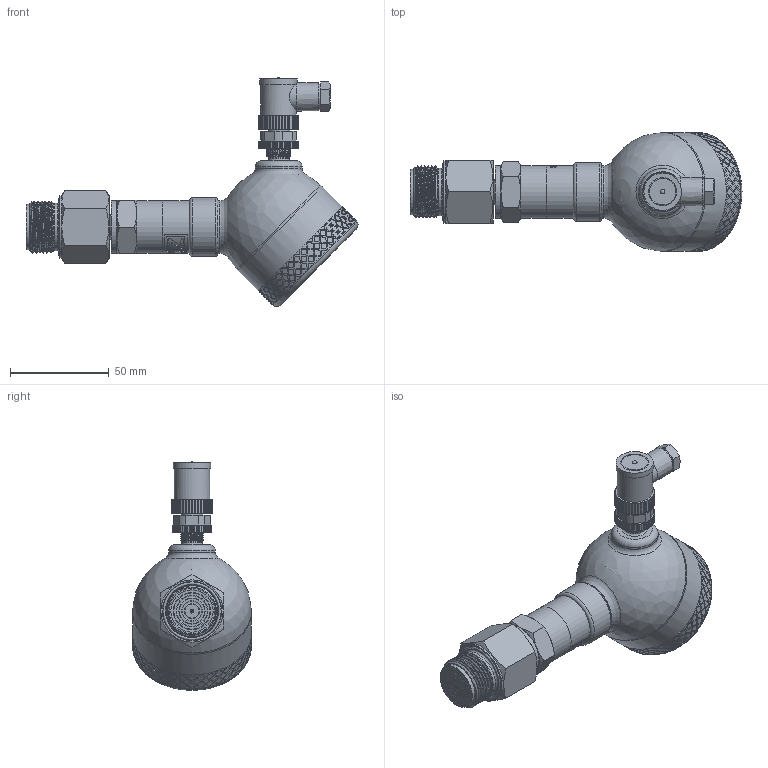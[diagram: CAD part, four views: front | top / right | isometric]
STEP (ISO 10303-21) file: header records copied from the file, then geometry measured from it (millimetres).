
FILE_DESCRIPTION(/* description */ (''),/* implementation_level */ '2;1');
FILE_NAME(/* name */ 'APZ3420mFH_G3''4DIN-flush_2.step',/* time_stamp */ '2021-07-07T16:16:08+03:00',/* author */ (''),/* organization */ (''),/* preprocessor_version */ 'ST-DEVELOPER v18.1',/* originating_system */ 'Autodesk Translation Framework v10.9.0.1377',/* authorisation */ '');
FILE_SCHEMA (('AUTOMOTIVE_DESIGN { 1 0 10303 214 3 1 1 }'));
Length unit declared in the file: millimetre
Products named in the file (8): АПЗ420М-полевойкорпус-
заполненный; Заполненный полевой 
корпус v13; Main body; Cover without display; M12x1 adapter; M12x1 female angular v10; G1\4EN; G3'4DIN diaphragm 23 v6 (1)
Assembly tree (6 placements, depth 3):
  АПЗ420М-полевойкорпус-
заполненный
    Заполненный полевой 
корпус v13
      Main body
      Cover without display
      M12x1 adapter
      M12x1 female angular v10
    G1\4EN
  G3'4DIN diaphragm 23 v6 (1)
Bounding box: 167.92 x 60.1 x 115.69 mm (x, y, z)
Volume: 267075.2 mm3; surface area: 46233.2 mm2
Topology: 9 solids, 9 shells, 1687 faces, 4183 edges, 2775 vertices
Faces by surface type: bspline 924, cylinder 507, plane 197, torus 29, cone 28, sphere 2
Full cylindrical faces by diameter (mm): 1 x4, 2 x1, 3.3 x1, 4 x1, 5 x3, 7 x1, 8 x2, 9.3 x1, 9.471 x2, 9.5 x2, 10.5 x2, 10.741 x7, 11 x1, 11.035 x4, 11.156 x1, 11.445 x4, 11.884 x6, 12.152 x4, 13 x1, 13.157 x9, 18 x1, 19 x1, 19.7 x1, 21.6 x1, 21.767 x1, 22.4 x1, 23 x1, 23.6 x1, 24 x1, 24.117 x6
Entity records: 80021 total; most frequent: CARTESIAN_POINT 46976, ORIENTED_EDGE 8362, EDGE_CURVE 4181, DIRECTION 3805, VERTEX_POINT 2775, B_SPLINE_CURVE_WITH_KNOTS 2663, EDGE_LOOP 1958, FACE_OUTER_BOUND 1687
